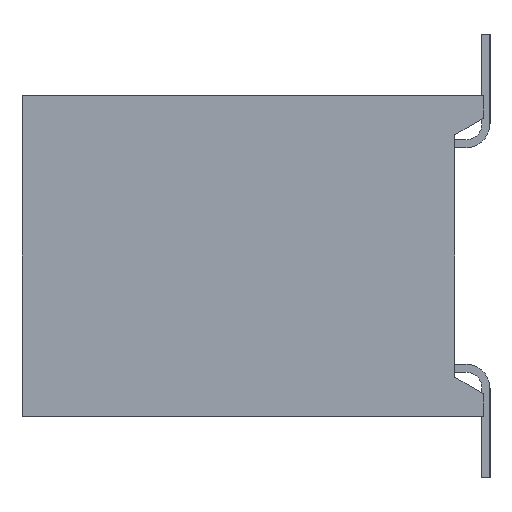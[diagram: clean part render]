
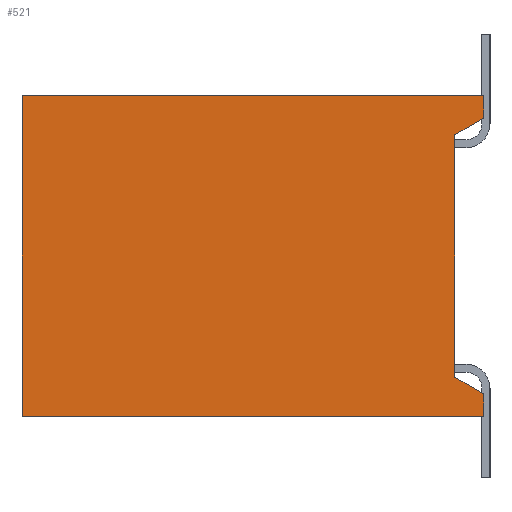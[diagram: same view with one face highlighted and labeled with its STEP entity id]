
A CAD part, left-side view. The second image highlights one B-rep face of the part: STEP entity #521.
In plain terms, the highlighted planar face has unit normal (-1, 0, 0).
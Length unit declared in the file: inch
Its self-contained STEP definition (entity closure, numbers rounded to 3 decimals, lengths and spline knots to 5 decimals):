
#521 = ADVANCED_FACE( '', ( #2469 ), #2470, .F. );
#2469 = FACE_OUTER_BOUND( '', #5537, .T. );
#2470 = PLANE( '', #5538 );
#5537 = EDGE_LOOP( '', ( #11771, #11772, #11773, #11774, #11775, #11776, #11777, #11778 ) );
#5538 = AXIS2_PLACEMENT_3D( '', #11779, #11780, #11781 );
#11771 = ORIENTED_EDGE( '', *, *, #22219, .F. );
#11772 = ORIENTED_EDGE( '', *, *, #22517, .T. );
#11773 = ORIENTED_EDGE( '', *, *, #22041, .F. );
#11774 = ORIENTED_EDGE( '', *, *, #22029, .F. );
#11775 = ORIENTED_EDGE( '', *, *, #20995, .T. );
#11776 = ORIENTED_EDGE( '', *, *, #20754, .T. );
#11777 = ORIENTED_EDGE( '', *, *, #22659, .F. );
#11778 = ORIENTED_EDGE( '', *, *, #21435, .F. );
#11779 = CARTESIAN_POINT( '', ( -1.5, 0.288, -0.1 ) );
#11780 = DIRECTION( '', ( 1., 0., 0. ) );
#11781 = DIRECTION( '', ( 0., 0., -1. ) );
#20754 = EDGE_CURVE( '', #25101, #25099, #25102, .T. );
#20995 = EDGE_CURVE( '', #25582, #25101, #25583, .T. );
#21435 = EDGE_CURVE( '', #26394, #26396, #26397, .T. );
#22029 = EDGE_CURVE( '', #25582, #27579, #27580, .T. );
#22041 = EDGE_CURVE( '', #27579, #27596, #27597, .T. );
#22219 = EDGE_CURVE( '', #27889, #26394, #27891, .T. );
#22517 = EDGE_CURVE( '', #27889, #27596, #28305, .T. );
#22659 = EDGE_CURVE( '', #26396, #25099, #28503, .T. );
#25099 = VERTEX_POINT( '', #32326 );
#25101 = VERTEX_POINT( '', #32329 );
#25102 = LINE( '', #32330, #32331 );
#25582 = VERTEX_POINT( '', #33051 );
#25583 = LINE( '', #33052, #33053 );
#26394 = VERTEX_POINT( '', #34302 );
#26396 = VERTEX_POINT( '', #34305 );
#26397 = LINE( '', #34306, #34307 );
#27579 = VERTEX_POINT( '', #36082 );
#27580 = LINE( '', #36083, #36084 );
#27596 = VERTEX_POINT( '', #36111 );
#27597 = LINE( '', #36112, #36113 );
#27889 = VERTEX_POINT( '', #36581 );
#27891 = LINE( '', #36584, #36585 );
#28305 = LINE( '', #37296, #37297 );
#28503 = LINE( '', #37636, #37637 );
#32326 = CARTESIAN_POINT( '', ( -1.5, 0., -0.086 ) );
#32329 = CARTESIAN_POINT( '', ( -1.5, 0., -0.1 ) );
#32330 = CARTESIAN_POINT( '', ( -1.5, 0., -0.1 ) );
#32331 = VECTOR( '', #43554, 39.37008 );
#33051 = CARTESIAN_POINT( '', ( -1.5, 0.288, -0.1 ) );
#33052 = CARTESIAN_POINT( '', ( -1.5, 0.288, -0.1 ) );
#33053 = VECTOR( '', #43795, 39.37008 );
#34302 = CARTESIAN_POINT( '', ( -1.5, 0.018, 0.07561 ) );
#34305 = CARTESIAN_POINT( '', ( -1.5, 0.018, -0.07561 ) );
#34306 = CARTESIAN_POINT( '', ( -1.5, 0.018, -0.1 ) );
#34307 = VECTOR( '', #44235, 39.37008 );
#36082 = CARTESIAN_POINT( '', ( -1.5, 0.288, 0.1 ) );
#36083 = CARTESIAN_POINT( '', ( -1.5, 0.288, -0.1 ) );
#36084 = VECTOR( '', #44829, 39.37008 );
#36111 = CARTESIAN_POINT( '', ( -1.5, 0., 0.1 ) );
#36112 = CARTESIAN_POINT( '', ( -1.5, 0.288, 0.1 ) );
#36113 = VECTOR( '', #44841, 39.37008 );
#36581 = CARTESIAN_POINT( '', ( -1.5, 0., 0.086 ) );
#36584 = CARTESIAN_POINT( '', ( -1.5, 0.29654, -0.08521 ) );
#36585 = VECTOR( '', #45019, 39.37008 );
#37296 = CARTESIAN_POINT( '', ( -1.5, 0., -0.1 ) );
#37297 = VECTOR( '', #45317, 39.37008 );
#37636 = CARTESIAN_POINT( '', ( -1.5, 0.20994, 0.03521 ) );
#37637 = VECTOR( '', #45459, 39.37008 );
#43554 = DIRECTION( '', ( 0., 0., 1. ) );
#43795 = DIRECTION( '', ( 0., -1., 0. ) );
#44235 = DIRECTION( '', ( 0., 0., -1. ) );
#44829 = DIRECTION( '', ( 0., 0., 1. ) );
#44841 = DIRECTION( '', ( 0., -1., 0. ) );
#45019 = DIRECTION( '', ( 0., 0.866, -0.5 ) );
#45317 = DIRECTION( '', ( 0., 0., 1. ) );
#45459 = DIRECTION( '', ( 0., -0.866, -0.5 ) );
